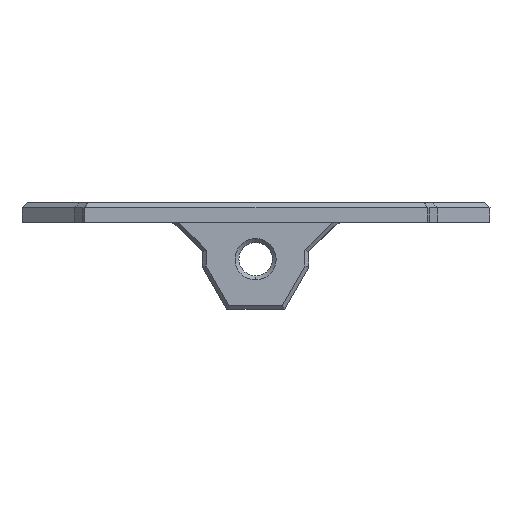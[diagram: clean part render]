
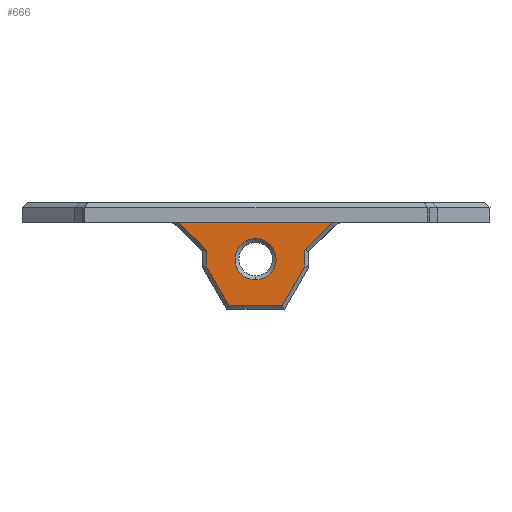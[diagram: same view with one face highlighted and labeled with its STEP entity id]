
A CAD part, front view. The second image highlights one B-rep face of the part: STEP entity #666.
In plain terms, the highlighted planar face has unit normal (0, -1, 0).
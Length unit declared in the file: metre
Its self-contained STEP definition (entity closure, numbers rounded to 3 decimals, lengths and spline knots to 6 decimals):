
#23 = EDGE_CURVE ( 'NONE', #1795, #2409, #2440, .T. ) ;
#27 = CARTESIAN_POINT ( 'NONE',  ( 0.170217, -0.119153, 0.117656 ) ) ;
#49 = VERTEX_POINT ( 'NONE', #56 ) ;
#56 = CARTESIAN_POINT ( 'NONE',  ( 0.152582, -0.119153, 0.113199 ) ) ;
#59 = FACE_OUTER_BOUND ( 'NONE', #651, .T. ) ;
#106 = ORIENTED_EDGE ( 'NONE', *, *, #1948, .T. ) ;
#128 = DIRECTION ( 'NONE',  ( 1., 0., 0. ) ) ;
#137 = VECTOR ( 'NONE', #256, 1. ) ;
#145 = CARTESIAN_POINT ( 'NONE',  ( 0.147557, -0.119153, 0.113894 ) ) ;
#179 = CARTESIAN_POINT ( 'NONE',  ( 0.152582, -0.119153, 0.114656 ) ) ;
#206 = CARTESIAN_POINT ( 'NONE',  ( 0.155417, -0.119153, 0.117656 ) ) ;
#220 = DIRECTION ( 'NONE',  ( 1., 0., 0. ) ) ;
#253 = VERTEX_POINT ( 'NONE', #1395 ) ;
#256 = DIRECTION ( 'NONE',  ( 0.707, 0., 0.707 ) ) ;
#300 = DIRECTION ( 'NONE',  ( 0., 0., -1. ) ) ;
#368 = ORIENTED_EDGE ( 'NONE', *, *, #759, .T. ) ;
#377 = DIRECTION ( 'NONE',  ( -1., 0., 0. ) ) ;
#387 = ORIENTED_EDGE ( 'NONE', *, *, #1167, .T. ) ;
#394 = VERTEX_POINT ( 'NONE', #1475 ) ;
#413 = FACE_BOUND ( 'NONE', #1964, .T. ) ;
#444 = ORIENTED_EDGE ( 'NONE', *, *, #23, .T. ) ;
#452 = LINE ( 'NONE', #1270, #137 ) ;
#507 = CARTESIAN_POINT ( 'NONE',  ( 0.147557, -0.119153, 0.115994 ) ) ;
#608 = LINE ( 'NONE', #1408, #1639 ) ;
#624 = VECTOR ( 'NONE', #1946, 1. ) ;
#651 = EDGE_LOOP ( 'NONE', ( #1834, #106, #1983, #387, #1513, #964, #1579, #368 ) ) ;
#666 = ADVANCED_FACE ( 'NONE', ( #413, #59 ), #1043, .T. ) ;
#759 = EDGE_CURVE ( 'NONE', #1477, #2550, #452, .T. ) ;
#777 = EDGE_CURVE ( 'NONE', #2461, #1424, #1866, .T. ) ;
#828 = LINE ( 'NONE', #179, #2069 ) ;
#845 = DIRECTION ( 'NONE',  ( 0.5, 0., 0.866 ) ) ;
#964 = ORIENTED_EDGE ( 'NONE', *, *, #2267, .T. ) ;
#1043 = PLANE ( 'NONE',  #1971 ) ;
#1056 = EDGE_CURVE ( 'NONE', #2409, #1795, #2535, .T. ) ;
#1157 = DIRECTION ( 'NONE',  ( 0., 1., 0. ) ) ;
#1167 = EDGE_CURVE ( 'NONE', #1424, #394, #1240, .T. ) ;
#1240 = LINE ( 'NONE', #2051, #1294 ) ;
#1270 = CARTESIAN_POINT ( 'NONE',  ( 0.1557, -0.119153, 0.117939 ) ) ;
#1294 = VECTOR ( 'NONE', #2469, 1. ) ;
#1310 = LINE ( 'NONE', #2482, #1856 ) ;
#1395 = CARTESIAN_POINT ( 'NONE',  ( 0.139696, -0.119153, 0.117656 ) ) ;
#1403 = CARTESIAN_POINT ( 'NONE',  ( 0.147557, -0.119153, 0.113894 ) ) ;
#1408 = CARTESIAN_POINT ( 'NONE',  ( 0.150503, -0.119153, 0.109194 ) ) ;
#1424 = VERTEX_POINT ( 'NONE', #1751 ) ;
#1475 = CARTESIAN_POINT ( 'NONE',  ( 0.144845, -0.119153, 0.109193 ) ) ;
#1477 = VERTEX_POINT ( 'NONE', #2546 ) ;
#1479 = ORIENTED_EDGE ( 'NONE', *, *, #1056, .T. ) ;
#1513 = ORIENTED_EDGE ( 'NONE', *, *, #1738, .T. ) ;
#1579 = ORIENTED_EDGE ( 'NONE', *, *, #2545, .T. ) ;
#1594 = VECTOR ( 'NONE', #377, 1. ) ;
#1639 = VECTOR ( 'NONE', #1833, 1. ) ;
#1643 = CARTESIAN_POINT ( 'NONE',  ( 0., -0.119153, 0. ) ) ;
#1689 = EDGE_CURVE ( 'NONE', #2550, #253, #2238, .T. ) ;
#1738 = EDGE_CURVE ( 'NONE', #394, #1862, #608, .T. ) ;
#1746 = CARTESIAN_POINT ( 'NONE',  ( 0.142414, -0.119153, 0.114939 ) ) ;
#1751 = CARTESIAN_POINT ( 'NONE',  ( 0.142531, -0.119153, 0.113199 ) ) ;
#1763 = DIRECTION ( 'NONE',  ( 0., 1., 0. ) ) ;
#1795 = VERTEX_POINT ( 'NONE', #2513 ) ;
#1833 = DIRECTION ( 'NONE',  ( 1., 0., 0. ) ) ;
#1834 = ORIENTED_EDGE ( 'NONE', *, *, #1689, .T. ) ;
#1856 = VECTOR ( 'NONE', #845, 1. ) ;
#1862 = VERTEX_POINT ( 'NONE', #1870 ) ;
#1866 = LINE ( 'NONE', #1928, #2445 ) ;
#1870 = CARTESIAN_POINT ( 'NONE',  ( 0.150272, -0.119153, 0.109194 ) ) ;
#1928 = CARTESIAN_POINT ( 'NONE',  ( 0.142531, -0.119153, 0.113091 ) ) ;
#1931 = CARTESIAN_POINT ( 'NONE',  ( 0.142531, -0.119153, 0.114822 ) ) ;
#1946 = DIRECTION ( 'NONE',  ( 0.707, 0., -0.707 ) ) ;
#1948 = EDGE_CURVE ( 'NONE', #253, #2461, #2579, .T. ) ;
#1964 = EDGE_LOOP ( 'NONE', ( #444, #1479 ) ) ;
#1971 = AXIS2_PLACEMENT_3D ( 'NONE', #1643, #2470, #220 ) ;
#1983 = ORIENTED_EDGE ( 'NONE', *, *, #777, .T. ) ;
#2051 = CARTESIAN_POINT ( 'NONE',  ( 0.14496, -0.119153, 0.108993 ) ) ;
#2069 = VECTOR ( 'NONE', #2186, 1. ) ;
#2101 = AXIS2_PLACEMENT_3D ( 'NONE', #1403, #1157, #2185 ) ;
#2185 = DIRECTION ( 'NONE',  ( 1., 0., 0. ) ) ;
#2186 = DIRECTION ( 'NONE',  ( 0., 0., 1. ) ) ;
#2238 = LINE ( 'NONE', #27, #1594 ) ;
#2267 = EDGE_CURVE ( 'NONE', #1862, #49, #1310, .T. ) ;
#2395 = AXIS2_PLACEMENT_3D ( 'NONE', #145, #1763, #128 ) ;
#2409 = VERTEX_POINT ( 'NONE', #507 ) ;
#2440 = CIRCLE ( 'NONE', #2395, 0.0021 ) ;
#2445 = VECTOR ( 'NONE', #300, 1. ) ;
#2461 = VERTEX_POINT ( 'NONE', #1931 ) ;
#2469 = DIRECTION ( 'NONE',  ( 0.5, 0., -0.866 ) ) ;
#2470 = DIRECTION ( 'NONE',  ( 0., -1., 0. ) ) ;
#2482 = CARTESIAN_POINT ( 'NONE',  ( 0.152636, -0.119153, 0.113291 ) ) ;
#2513 = CARTESIAN_POINT ( 'NONE',  ( 0.147557, -0.119153, 0.111794 ) ) ;
#2535 = CIRCLE ( 'NONE', #2101, 0.0021 ) ;
#2545 = EDGE_CURVE ( 'NONE', #49, #1477, #828, .T. ) ;
#2546 = CARTESIAN_POINT ( 'NONE',  ( 0.152582, -0.119153, 0.114822 ) ) ;
#2550 = VERTEX_POINT ( 'NONE', #206 ) ;
#2579 = LINE ( 'NONE', #1746, #624 ) ;
